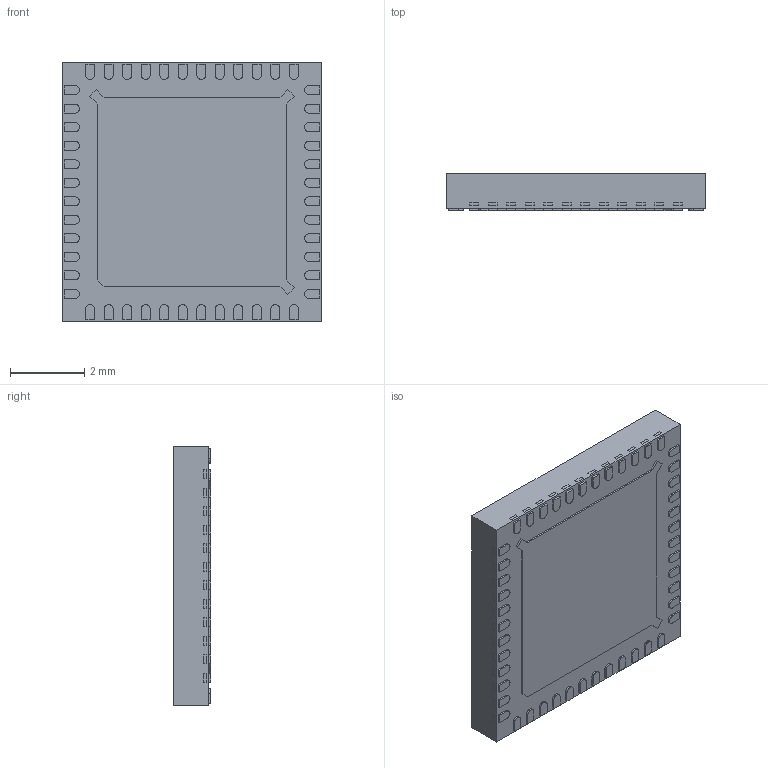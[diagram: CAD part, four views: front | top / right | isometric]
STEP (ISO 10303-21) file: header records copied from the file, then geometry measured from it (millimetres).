
FILE_DESCRIPTION (( 'STEP AP214' ), '1' );
FILE_NAME ('MK10DN32VFT5.STEP', '2021-09-24T23:12:02', ( '' ), ( '' ), 'SwSTEP 2.0', 'SolidWorks 2020', '' );
FILE_SCHEMA (( 'AUTOMOTIVE_DESIGN' ));
Length unit declared in the file: millimetre
Products named in the file (1): MK10DN32VFT5
Bounding box: 7 x 1 x 7 mm (x, y, z)
Volume: 48.1 mm3; surface area: 215.4 mm2
Topology: 51 solids, 51 shells, 740 faces, 1908 edges, 1272 vertices
Faces by surface type: plane 616, cylinder 124
Entity records: 22956 total; most frequent: CARTESIAN_POINT 3921, ORIENTED_EDGE 3816, DIRECTION 3638, EDGE_CURVE 1908, VECTOR 1660, LINE 1660, VERTEX_POINT 1272, AXIS2_PLACEMENT_3D 989
